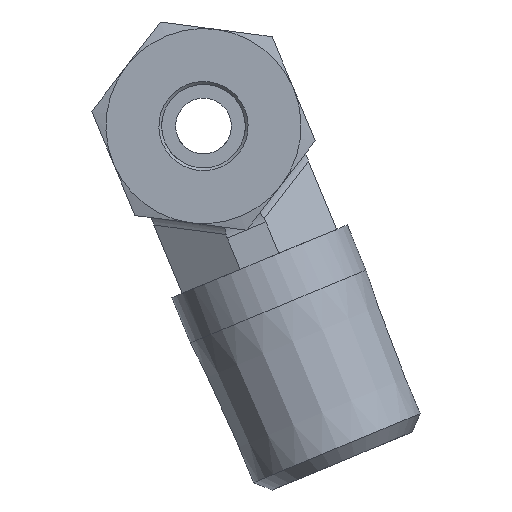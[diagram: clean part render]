
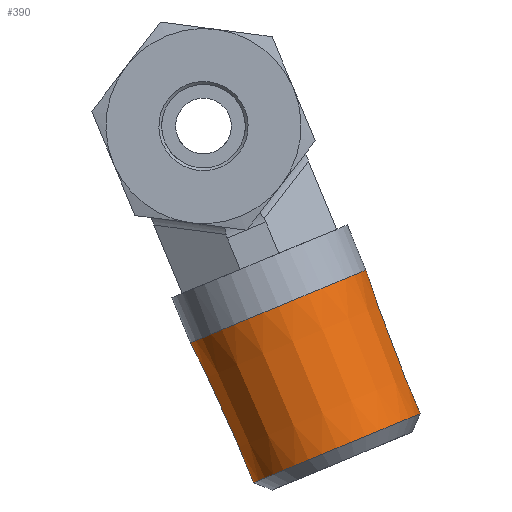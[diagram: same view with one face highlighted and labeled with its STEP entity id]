
A CAD part, front view. The second image highlights one B-rep face of the part: STEP entity #390.
In plain terms, the highlighted conical face has half-angle 1.791 degrees and reference radius 6.625 mm.
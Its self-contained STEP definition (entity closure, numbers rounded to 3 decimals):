
#356=CARTESIAN_POINT('',(-19.685,3.075,-14.5));
#357=VERTEX_POINT('',#356);
#358=CARTESIAN_POINT('',(-19.685,9.544,-14.5));
#359=DIRECTION('',(0.0,0.0,-1.0));
#360=DIRECTION('',(0.0,1.0,0.0));
#361=AXIS2_PLACEMENT_3D('',#358,#359,#360);
#362=CIRCLE('',#361,6.469);
#363=EDGE_CURVE('',#357,#357,#362,.T.);
#371=CARTESIAN_POINT('',(-19.685,9.544,-9.5));
#372=DIRECTION('',(0.0,0.0,1.0));
#373=DIRECTION('',(0.0,-1.0,0.0));
#374=AXIS2_PLACEMENT_3D('',#371,#372,#373);
#375=CONICAL_SURFACE('',#374,6.625,1.791);
#376=CARTESIAN_POINT('',(-19.685,2.731,-3.5));
#377=VERTEX_POINT('',#376);
#378=CARTESIAN_POINT('',(-19.685,9.544,-3.5));
#379=DIRECTION('',(0.0,0.0,1.0));
#380=DIRECTION('',(0.0,-1.0,0.0));
#381=AXIS2_PLACEMENT_3D('',#378,#379,#380);
#382=CIRCLE('',#381,6.813);
#383=EDGE_CURVE('',#377,#377,#382,.T.);
#384=ORIENTED_EDGE('',*,*,#383,.F.);
#385=EDGE_LOOP('',(#384));
#386=FACE_OUTER_BOUND('',#385,.T.);
#387=ORIENTED_EDGE('',*,*,#363,.F.);
#388=EDGE_LOOP('',(#387));
#389=FACE_BOUND('',#388,.T.);
#390=ADVANCED_FACE('',(#386,#389),#375,.T.);
